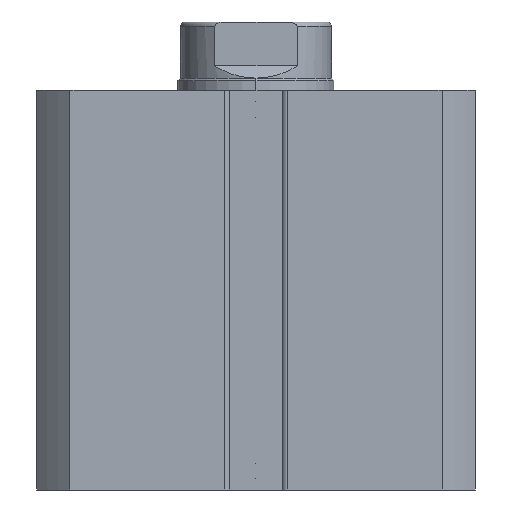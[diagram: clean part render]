
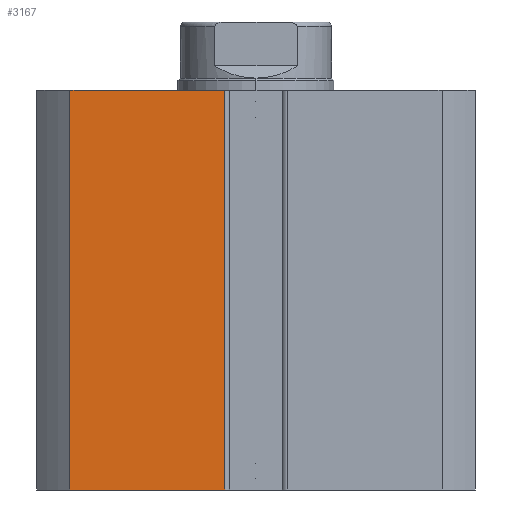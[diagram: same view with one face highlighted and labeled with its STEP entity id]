
A CAD part, front view. The second image highlights one B-rep face of the part: STEP entity #3167.
In plain terms, the highlighted planar face has unit normal (0, -1, 0).
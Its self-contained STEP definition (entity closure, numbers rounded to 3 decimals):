
#397 = AXIS2_PLACEMENT_3D ( 'NONE', #4519, #4525, #4526 ) ;
#488 = CARTESIAN_POINT ( 'NONE',  ( -19.079, -22.5, 0. ) ) ;
#527 = VERTEX_POINT ( 'NONE', #488 ) ;
#638 = VERTEX_POINT ( 'NONE', #722 ) ;
#722 = CARTESIAN_POINT ( 'NONE',  ( -3.2, -22.5, 0. ) ) ;
#1687 = ORIENTED_EDGE ( 'NONE', *, *, #2926, .F. ) ;
#1688 = ORIENTED_EDGE ( 'NONE', *, *, #2983, .T. ) ;
#1689 = ORIENTED_EDGE ( 'NONE', *, *, #2855, .T. ) ;
#1690 = ORIENTED_EDGE ( 'NONE', *, *, #2889, .F. ) ;
#2855 = EDGE_CURVE ( 'NONE', #638, #4984, #4697, .T. ) ;
#2889 = EDGE_CURVE ( 'NONE', #4658, #4984, #4749, .T. ) ;
#2926 = EDGE_CURVE ( 'NONE', #527, #4658, #4816, .T. ) ;
#2983 = EDGE_CURVE ( 'NONE', #527, #638, #4876, .T. ) ;
#3167 = ADVANCED_FACE ( 'NONE', ( #5219 ), #4516, .F. ) ;
#3715 = CARTESIAN_POINT ( 'NONE',  ( -3.2, -22.5, 41. ) ) ;
#3721 = DIRECTION ( 'NONE',  ( 0., 0., 1. ) ) ;
#3786 = CARTESIAN_POINT ( 'NONE',  ( -22.5, -22.5, 41. ) ) ;
#3810 = DIRECTION ( 'NONE',  ( 1., 0., 0. ) ) ;
#3904 = CARTESIAN_POINT ( 'NONE',  ( -19.079, -22.5, 0. ) ) ;
#3905 = DIRECTION ( 'NONE',  ( 0., 0., 1. ) ) ;
#3998 = CARTESIAN_POINT ( 'NONE',  ( -22.5, -22.5, 0. ) ) ;
#3999 = DIRECTION ( 'NONE',  ( 1., 0., 0. ) ) ;
#4516 = PLANE ( 'NONE',  #397 ) ;
#4519 = CARTESIAN_POINT ( 'NONE',  ( -22.5, -22.5, 41. ) ) ;
#4525 = DIRECTION ( 'NONE',  ( 0., 1., 0. ) ) ;
#4526 = DIRECTION ( 'NONE',  ( 0., 0., 1. ) ) ;
#4658 = VERTEX_POINT ( 'NONE', #6605 ) ;
#4697 = LINE ( 'NONE', #3715, #4699 ) ;
#4699 = VECTOR ( 'NONE', #3721, 1000. ) ;
#4749 = LINE ( 'NONE', #3786, #4754 ) ;
#4754 = VECTOR ( 'NONE', #3810, 1000. ) ;
#4816 = LINE ( 'NONE', #3904, #4817 ) ;
#4817 = VECTOR ( 'NONE', #3905, 1000. ) ;
#4876 = LINE ( 'NONE', #3998, #4877 ) ;
#4877 = VECTOR ( 'NONE', #3999, 1000. ) ;
#4984 = VERTEX_POINT ( 'NONE', #6649 ) ;
#5219 = FACE_OUTER_BOUND ( 'NONE', #6893, .T. ) ;
#6605 = CARTESIAN_POINT ( 'NONE',  ( -19.079, -22.5, 41. ) ) ;
#6649 = CARTESIAN_POINT ( 'NONE',  ( -3.2, -22.5, 41. ) ) ;
#6893 = EDGE_LOOP ( 'NONE', ( #1687, #1688, #1689, #1690 ) ) ;
